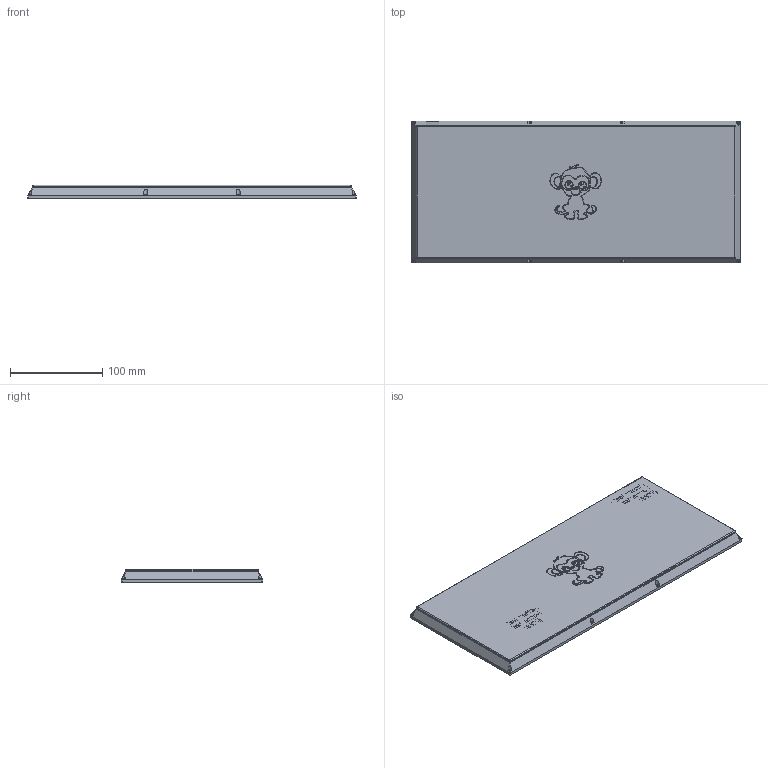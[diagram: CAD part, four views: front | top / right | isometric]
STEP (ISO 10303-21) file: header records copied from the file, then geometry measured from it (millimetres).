
FILE_DESCRIPTION(/* description */ (''),/* implementation_level */ '2;1');
FILE_NAME(/* name */ 'bottom.step',/* time_stamp */ '2025-07-05T14:40:25-07:00',/* author */ (''),/* organization */ (''),/* preprocessor_version */ 'ST-DEVELOPER v20.1',/* originating_system */ 'Autodesk Translation Framework v14.10.0.0',/* authorisation */ '');
FILE_SCHEMA (('AUTOMOTIVE_DESIGN { 1 0 10303 214 3 1 1 }'));
Products named in the file (1): bottom_right
Bounding box: 355.33 x 153.35 x 14.5 mm (x, y, z)
Volume: 225573.2 mm3; surface area: 146685.4 mm2
Topology: 1 solids, 1 shells, 1348 faces, 3694 edges, 2452 vertices
Faces by surface type: bspline 794, plane 493, cylinder 57, sphere 4
Full cylindrical faces by diameter (mm): 1.623 x24
Entity records: 55800 total; most frequent: CARTESIAN_POINT 26792, ORIENTED_EDGE 7388, EDGE_CURVE 3694, DIRECTION 3407, VERTEX_POINT 2452, LINE 1969, VECTOR 1969, B_SPLINE_CURVE_WITH_KNOTS 1551
